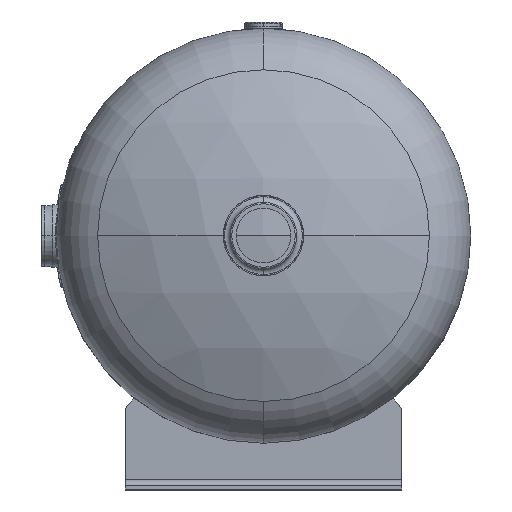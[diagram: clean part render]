
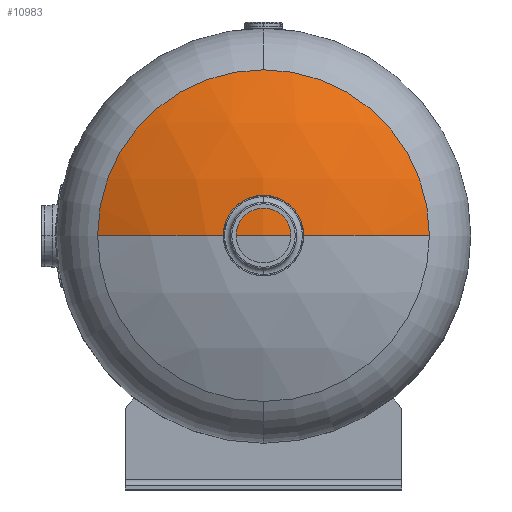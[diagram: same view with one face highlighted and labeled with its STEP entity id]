
A CAD part, top view. The second image highlights one B-rep face of the part: STEP entity #10983.
In plain terms, the highlighted spherical face has radius 411.48 mm.
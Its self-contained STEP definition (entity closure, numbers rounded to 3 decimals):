
#180 = AXIS2_PLACEMENT_3D ( 'NONE', #10745, #7343, #9064 ) ;
#651 = DIRECTION ( 'NONE',  ( 1., 0., 0. ) ) ;
#752 = AXIS2_PLACEMENT_3D ( 'NONE', #11115, #8609, #2375 ) ;
#828 = VERTEX_POINT ( 'NONE', #8026 ) ;
#1160 = DIRECTION ( 'NONE',  ( 0., 0., -1. ) ) ;
#1193 = VERTEX_POINT ( 'NONE', #9266 ) ;
#2046 = DIRECTION ( 'NONE',  ( 0., -1., 0. ) ) ;
#2375 = DIRECTION ( 'NONE',  ( -1., 0., 0. ) ) ;
#2495 = CARTESIAN_POINT ( 'NONE',  ( 0., 0., -17.78 ) ) ;
#2696 = DIRECTION ( 'NONE',  ( 0., 0., -1. ) ) ;
#3270 = AXIS2_PLACEMENT_3D ( 'NONE', #4339, #2696, #8738 ) ;
#3573 = ORIENTED_EDGE ( 'NONE', *, *, #5700, .F. ) ;
#3690 = SPHERICAL_SURFACE ( 'NONE', #752, 411.48 ) ;
#3767 = ORIENTED_EDGE ( 'NONE', *, *, #10957, .F. ) ;
#3819 = FACE_OUTER_BOUND ( 'NONE', #7442, .T. ) ;
#4339 = CARTESIAN_POINT ( 'NONE',  ( 0., 0., 350.826 ) ) ;
#4505 = CIRCLE ( 'NONE', #5291, 411.48 ) ;
#4974 = ORIENTED_EDGE ( 'NONE', *, *, #10870, .T. ) ;
#5291 = AXIS2_PLACEMENT_3D ( 'NONE', #2495, #10205, #651 ) ;
#5700 = EDGE_CURVE ( 'NONE', #10928, #8392, #10272, .T. ) ;
#5949 = EDGE_CURVE ( 'NONE', #8392, #828, #7705, .T. ) ;
#6407 = CARTESIAN_POINT ( 'NONE',  ( 0., 0., 350.826 ) ) ;
#7343 = DIRECTION ( 'NONE',  ( 0., 1., 0. ) ) ;
#7442 = EDGE_LOOP ( 'NONE', ( #3767, #4974, #8241, #3573 ) ) ;
#7705 = CIRCLE ( 'NONE', #3270, 182.88 ) ;
#8026 = CARTESIAN_POINT ( 'NONE',  ( 182.88, 0., 350.826 ) ) ;
#8241 = ORIENTED_EDGE ( 'NONE', *, *, #5949, .F. ) ;
#8392 = VERTEX_POINT ( 'NONE', #9582 ) ;
#8609 = DIRECTION ( 'NONE',  ( 0., 1., 0. ) ) ;
#8738 = DIRECTION ( 'NONE',  ( 0., -1., 0. ) ) ;
#8911 = CIRCLE ( 'NONE', #180, 411.48 ) ;
#9064 = DIRECTION ( 'NONE',  ( -1., 0., 0. ) ) ;
#9202 = CARTESIAN_POINT ( 'NONE',  ( -182.88, 0., 350.826 ) ) ;
#9266 = CARTESIAN_POINT ( 'NONE',  ( 0., 0., 393.7 ) ) ;
#9582 = CARTESIAN_POINT ( 'NONE',  ( 0., 182.88, 350.826 ) ) ;
#10205 = DIRECTION ( 'NONE',  ( 0., -1., 0. ) ) ;
#10209 = AXIS2_PLACEMENT_3D ( 'NONE', #6407, #1160, #2046 ) ;
#10272 = CIRCLE ( 'NONE', #10209, 182.88 ) ;
#10745 = CARTESIAN_POINT ( 'NONE',  ( 0., 0., -17.78 ) ) ;
#10870 = EDGE_CURVE ( 'NONE', #1193, #828, #8911, .T. ) ;
#10928 = VERTEX_POINT ( 'NONE', #9202 ) ;
#10957 = EDGE_CURVE ( 'NONE', #1193, #10928, #4505, .T. ) ;
#10983 = ADVANCED_FACE ( 'NONE', ( #3819 ), #3690, .T. ) ;
#11115 = CARTESIAN_POINT ( 'NONE',  ( 0., 0., -17.78 ) ) ;
